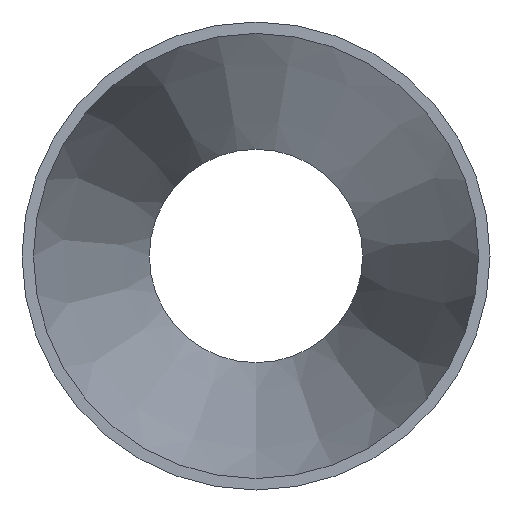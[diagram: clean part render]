
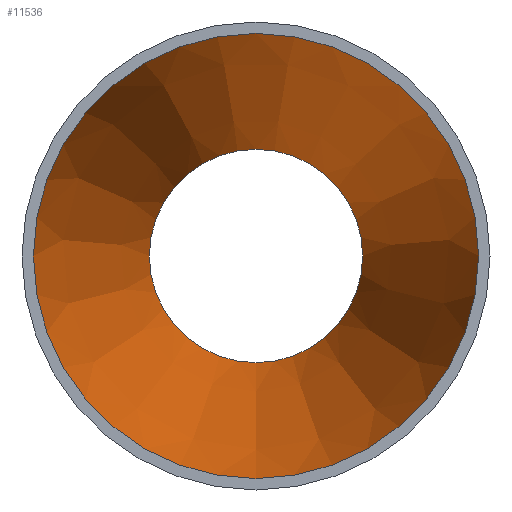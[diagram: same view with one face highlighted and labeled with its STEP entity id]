
A CAD part, front view. The second image highlights one B-rep face of the part: STEP entity #11536.
In plain terms, the highlighted conical face has half-angle 13.013 degrees and reference radius 39.947 mm.
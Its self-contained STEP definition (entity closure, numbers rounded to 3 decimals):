
#1089 = CIRCLE ( 'NONE', #1937, 19.147 ) ;
#1937 = AXIS2_PLACEMENT_3D ( 'NONE', #14597, #22392, #4320 ) ;
#2390 = CIRCLE ( 'NONE', #7839, 39.947 ) ;
#3931 = EDGE_LOOP ( 'NONE', ( #20598 ) ) ;
#3944 = CARTESIAN_POINT ( 'NONE',  ( 0., 0., -39.947 ) ) ;
#4320 = DIRECTION ( 'NONE',  ( 0., 0., -1. ) ) ;
#5517 = CARTESIAN_POINT ( 'NONE',  ( 0., 90., -19.147 ) ) ;
#6516 = CARTESIAN_POINT ( 'NONE',  ( 0., 0., 0. ) ) ;
#7612 = VERTEX_POINT ( 'NONE', #5517 ) ;
#7820 = AXIS2_PLACEMENT_3D ( 'NONE', #14959, #9286, #21158 ) ;
#7839 = AXIS2_PLACEMENT_3D ( 'NONE', #6516, #14178, #14310 ) ;
#7875 = EDGE_CURVE ( 'NONE', #24718, #24718, #2390, .T. ) ;
#8176 = EDGE_CURVE ( 'NONE', #7612, #7612, #1089, .T. ) ;
#9271 = ORIENTED_EDGE ( 'NONE', *, *, #7875, .T. ) ;
#9286 = DIRECTION ( 'NONE',  ( 0., -1., 0. ) ) ;
#10046 = EDGE_LOOP ( 'NONE', ( #9271 ) ) ;
#11129 = FACE_BOUND ( 'NONE', #3931, .T. ) ;
#11536 = ADVANCED_FACE ( 'NONE', ( #11129, #19174 ), #14581, .F. ) ;
#14178 = DIRECTION ( 'NONE',  ( 0., -1., 0. ) ) ;
#14310 = DIRECTION ( 'NONE',  ( 0., 0., -1. ) ) ;
#14581 = CONICAL_SURFACE ( 'NONE', #7820, 39.947, 0.227 ) ;
#14597 = CARTESIAN_POINT ( 'NONE',  ( 0., 90., 0. ) ) ;
#14959 = CARTESIAN_POINT ( 'NONE',  ( 0., 0., 0. ) ) ;
#19174 = FACE_OUTER_BOUND ( 'NONE', #10046, .T. ) ;
#20598 = ORIENTED_EDGE ( 'NONE', *, *, #8176, .F. ) ;
#21158 = DIRECTION ( 'NONE',  ( 0., 0., -1. ) ) ;
#22392 = DIRECTION ( 'NONE',  ( 0., -1., 0. ) ) ;
#24718 = VERTEX_POINT ( 'NONE', #3944 ) ;
